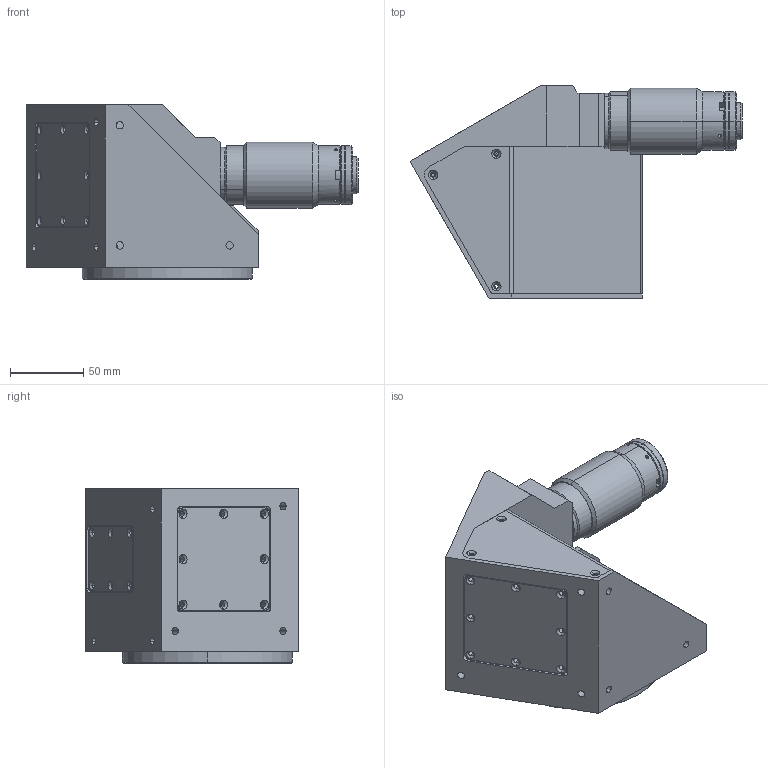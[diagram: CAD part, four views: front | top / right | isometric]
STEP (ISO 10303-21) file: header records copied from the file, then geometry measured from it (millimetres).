
FILE_DESCRIPTION (( 'STEP AP214' ), '1' );
FILE_NAME ('TCCR4M080-C.STEP', '2015-07-21T10:29:05', ( '' ), ( '' ), 'SwSTEP 2.0', 'SolidWorks 2013', '' );
FILE_SCHEMA (( 'AUTOMOTIVE_DESIGN' ));
Length unit declared in the file: millimetre
Products named in the file (1): TCCR4M080-C
Bounding box: 226.6 x 145 x 118.9 mm (x, y, z)
Surface area: 125086.3 mm2 (no closed solid volume)
Topology: 0 solids, 12 shells, 282 faces, 826 edges, 557 vertices
Faces by surface type: cylinder 134, plane 84, cone 62, sphere 2
Entity records: 12752 total; most frequent: CARTESIAN_POINT 1942, DIRECTION 1735, ORIENTED_EDGE 1389, EDGE_CURVE 826, AXIS2_PLACEMENT_3D 656, VERTEX_POINT 557, VECTOR 423, LINE 423
